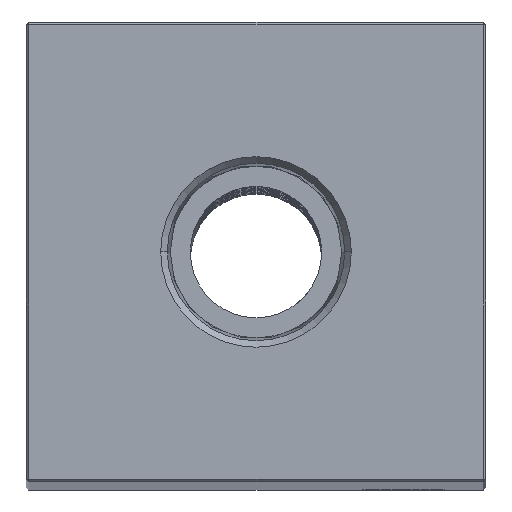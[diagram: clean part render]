
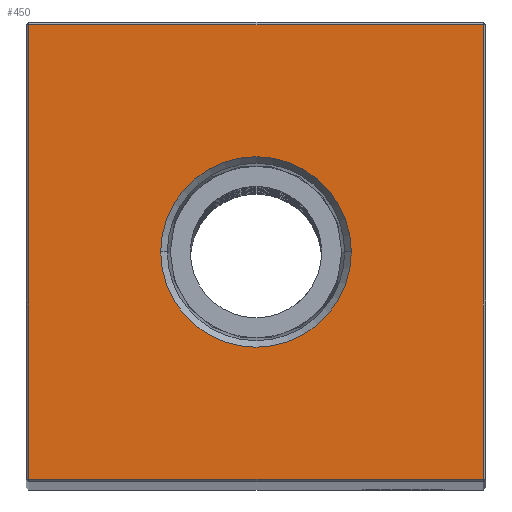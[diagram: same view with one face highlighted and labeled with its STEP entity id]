
A CAD part, top view. The second image highlights one B-rep face of the part: STEP entity #450.
In plain terms, the highlighted planar face has unit normal (0, 0, 1).
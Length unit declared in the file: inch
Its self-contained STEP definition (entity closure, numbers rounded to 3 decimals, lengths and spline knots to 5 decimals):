
#450 = ADVANCED_FACE ( 'NONE', ( #17558, #4666 ), #2786, .F. ) ;
#555 = CARTESIAN_POINT ( 'NONE',  ( 0., 0., 17.75 ) ) ;
#1063 = VECTOR ( 'NONE', #9716, 39.37008 ) ;
#1869 = VECTOR ( 'NONE', #24359, 39.37008 ) ;
#2611 = EDGE_LOOP ( 'NONE', ( #12516, #9131 ) ) ;
#2786 = PLANE ( 'NONE',  #27845 ) ;
#2794 = CIRCLE ( 'NONE', #17443, 0.3626 ) ;
#2975 = DIRECTION ( 'NONE',  ( 1., 0., 0. ) ) ;
#3011 = EDGE_CURVE ( 'NONE', #21311, #6149, #2794, .T. ) ;
#3024 = EDGE_CURVE ( 'NONE', #6786, #28309, #15616, .T. ) ;
#3606 = VECTOR ( 'NONE', #15235, 39.37008 ) ;
#4398 = EDGE_LOOP ( 'NONE', ( #18672, #12118, #19918, #27958 ) ) ;
#4452 = DIRECTION ( 'NONE',  ( 1., 0., 0. ) ) ;
#4666 = FACE_BOUND ( 'NONE', #2611, .T. ) ;
#5985 = EDGE_CURVE ( 'NONE', #28309, #11163, #19672, .T. ) ;
#6149 = VERTEX_POINT ( 'NONE', #14907 ) ;
#6786 = VERTEX_POINT ( 'NONE', #10991 ) ;
#7184 = VERTEX_POINT ( 'NONE', #13663 ) ;
#9131 = ORIENTED_EDGE ( 'NONE', *, *, #12180, .F. ) ;
#9716 = DIRECTION ( 'NONE',  ( 1., 0., 0. ) ) ;
#10991 = CARTESIAN_POINT ( 'NONE',  ( 0.865, -0.865, 17.75 ) ) ;
#11163 = VERTEX_POINT ( 'NONE', #22890 ) ;
#12037 = CARTESIAN_POINT ( 'NONE',  ( 0.3626, 0., 17.75 ) ) ;
#12045 = CIRCLE ( 'NONE', #23474, 0.3626 ) ;
#12118 = ORIENTED_EDGE ( 'NONE', *, *, #12828, .T. ) ;
#12180 = EDGE_CURVE ( 'NONE', #6149, #21311, #12045, .T. ) ;
#12516 = ORIENTED_EDGE ( 'NONE', *, *, #3011, .F. ) ;
#12828 = EDGE_CURVE ( 'NONE', #7184, #6786, #16306, .T. ) ;
#13197 = CARTESIAN_POINT ( 'NONE',  ( 0.865, 0., 17.75 ) ) ;
#13663 = CARTESIAN_POINT ( 'NONE',  ( -0.865, -0.865, 17.75 ) ) ;
#14907 = CARTESIAN_POINT ( 'NONE',  ( -0.3626, 0., 17.75 ) ) ;
#15235 = DIRECTION ( 'NONE',  ( -1., 0., 0. ) ) ;
#15616 = LINE ( 'NONE', #13197, #1869 ) ;
#15657 = CARTESIAN_POINT ( 'NONE',  ( 0., 0.865, 17.75 ) ) ;
#15693 = CARTESIAN_POINT ( 'NONE',  ( 0., 0., 17.75 ) ) ;
#15881 = CARTESIAN_POINT ( 'NONE',  ( 0., -0.865, 17.75 ) ) ;
#16306 = LINE ( 'NONE', #15881, #1063 ) ;
#16992 = LINE ( 'NONE', #25732, #17596 ) ;
#17443 = AXIS2_PLACEMENT_3D ( 'NONE', #17765, #26513, #4452 ) ;
#17558 = FACE_OUTER_BOUND ( 'NONE', #4398, .T. ) ;
#17596 = VECTOR ( 'NONE', #23590, 39.37008 ) ;
#17765 = CARTESIAN_POINT ( 'NONE',  ( 0., 0., 17.75 ) ) ;
#18005 = DIRECTION ( 'NONE',  ( 0., 0., 1. ) ) ;
#18672 = ORIENTED_EDGE ( 'NONE', *, *, #19614, .T. ) ;
#19189 = CARTESIAN_POINT ( 'NONE',  ( 0.865, 0.865, 17.75 ) ) ;
#19614 = EDGE_CURVE ( 'NONE', #11163, #7184, #16992, .T. ) ;
#19672 = LINE ( 'NONE', #15657, #3606 ) ;
#19918 = ORIENTED_EDGE ( 'NONE', *, *, #3024, .T. ) ;
#20266 = DIRECTION ( 'NONE',  ( -1., 0., 0. ) ) ;
#20416 = DIRECTION ( 'NONE',  ( 0., 0., -1. ) ) ;
#21311 = VERTEX_POINT ( 'NONE', #12037 ) ;
#22890 = CARTESIAN_POINT ( 'NONE',  ( -0.865, 0.865, 17.75 ) ) ;
#23474 = AXIS2_PLACEMENT_3D ( 'NONE', #555, #18005, #2975 ) ;
#23590 = DIRECTION ( 'NONE',  ( 0., -1., 0. ) ) ;
#24359 = DIRECTION ( 'NONE',  ( 0., 1., 0. ) ) ;
#25732 = CARTESIAN_POINT ( 'NONE',  ( -0.865, 0., 17.75 ) ) ;
#26513 = DIRECTION ( 'NONE',  ( 0., 0., 1. ) ) ;
#27845 = AXIS2_PLACEMENT_3D ( 'NONE', #15693, #20416, #20266 ) ;
#27958 = ORIENTED_EDGE ( 'NONE', *, *, #5985, .T. ) ;
#28309 = VERTEX_POINT ( 'NONE', #19189 ) ;
